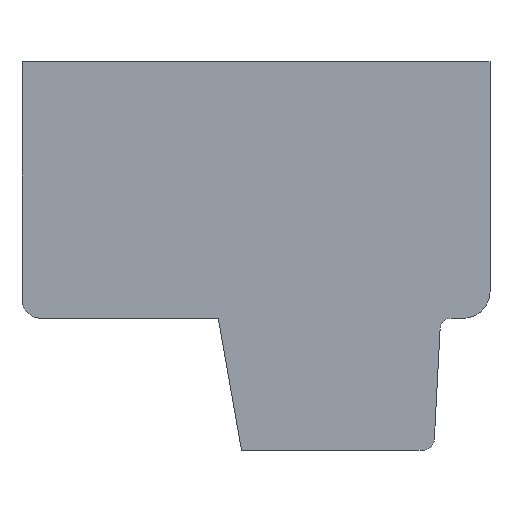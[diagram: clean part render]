
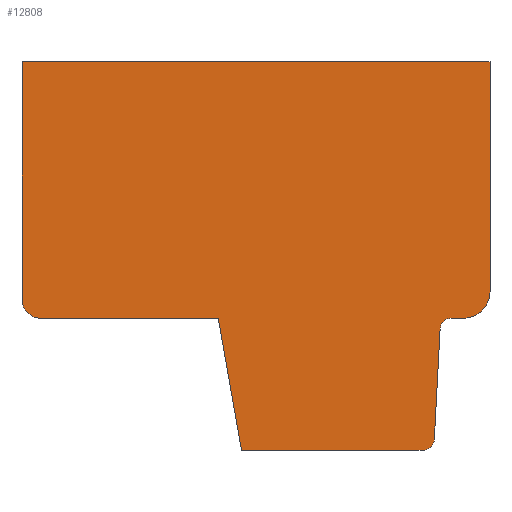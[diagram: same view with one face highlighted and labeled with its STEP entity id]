
A CAD part, front view. The second image highlights one B-rep face of the part: STEP entity #12808.
In plain terms, the highlighted planar face has unit normal (0, -1, 0).
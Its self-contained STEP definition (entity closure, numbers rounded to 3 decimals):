
#1=DIRECTION('',(0.,0.,1.));
#2=VECTOR('',#1,6.3);
#3=CARTESIAN_POINT('',(-6.2,0.,-1.15));
#4=LINE('',#3,#2);
#5=DIRECTION('',(1.,0.,0.));
#6=VECTOR('',#5,12.4);
#7=CARTESIAN_POINT('',(-6.2,0.,5.15));
#8=LINE('',#7,#6);
#9=DIRECTION('',(0.,0.,-1.));
#10=VECTOR('',#9,6.1);
#11=CARTESIAN_POINT('',(6.2,0.,5.15));
#12=LINE('',#11,#10);
#13=CARTESIAN_POINT('',(5.5,0.,-0.95));
#14=DIRECTION('',(0.,1.,0.));
#15=DIRECTION('',(1.,0.,0.));
#16=AXIS2_PLACEMENT_3D('',#13,#14,#15);
#18=DIRECTION('',(-1.,0.,0.));
#19=VECTOR('',#18,0.323);
#20=CARTESIAN_POINT('',(5.5,0.,-1.65));
#21=LINE('',#20,#19);
#22=CARTESIAN_POINT('',(5.177,0.,-1.95));
#23=DIRECTION('',(0.,-1.,0.));
#24=DIRECTION('',(0.,0.,1.));
#25=AXIS2_PLACEMENT_3D('',#22,#23,#24);
#27=DIRECTION('',(-0.052,0.,-0.999));
#28=VECTOR('',#27,2.904);
#29=CARTESIAN_POINT('',(4.877,0.,-1.95));
#30=LINE('',#29,#28);
#31=CARTESIAN_POINT('',(4.425,0.,-4.85));
#32=DIRECTION('',(0.,1.,0.));
#33=DIRECTION('',(1.,0.,0.));
#34=AXIS2_PLACEMENT_3D('',#31,#32,#33);
#36=DIRECTION('',(-1.,0.,0.));
#37=VECTOR('',#36,4.808);
#38=CARTESIAN_POINT('',(4.425,0.,-5.15));
#39=LINE('',#38,#37);
#40=DIRECTION('',(-0.174,0.,0.985));
#41=VECTOR('',#40,3.554);
#42=CARTESIAN_POINT('',(-0.383,0.,-5.15));
#43=LINE('',#42,#41);
#44=DIRECTION('',(-1.,0.,0.));
#45=VECTOR('',#44,4.7);
#46=CARTESIAN_POINT('',(-1.,0.,-1.65));
#47=LINE('',#46,#45);
#48=CARTESIAN_POINT('',(-5.7,0.,-1.15));
#49=DIRECTION('',(0.,1.,0.));
#50=DIRECTION('',(0.,0.,-1.));
#51=AXIS2_PLACEMENT_3D('',#48,#49,#50);
#9721=CARTESIAN_POINT('',(-6.2,0.,-1.15));
#9722=CARTESIAN_POINT('',(-6.2,0.,5.15));
#9723=VERTEX_POINT('',#9721);
#9724=VERTEX_POINT('',#9722);
#9725=CARTESIAN_POINT('',(6.2,0.,5.15));
#9726=VERTEX_POINT('',#9725);
#9727=CARTESIAN_POINT('',(6.2,0.,-0.95));
#9728=VERTEX_POINT('',#9727);
#9729=CARTESIAN_POINT('',(5.5,0.,-1.65));
#9730=VERTEX_POINT('',#9729);
#9731=CARTESIAN_POINT('',(5.177,0.,-1.65));
#9732=VERTEX_POINT('',#9731);
#9733=CARTESIAN_POINT('',(4.877,0.,-1.95));
#9734=VERTEX_POINT('',#9733);
#9735=CARTESIAN_POINT('',(4.725,0.,-4.85));
#9736=VERTEX_POINT('',#9735);
#9737=CARTESIAN_POINT('',(4.425,0.,-5.15));
#9738=VERTEX_POINT('',#9737);
#9739=CARTESIAN_POINT('',(-0.383,0.,-5.15));
#9740=VERTEX_POINT('',#9739);
#9741=CARTESIAN_POINT('',(-1.,0.,-1.65));
#9742=VERTEX_POINT('',#9741);
#9743=CARTESIAN_POINT('',(-5.7,0.,-1.65));
#9744=VERTEX_POINT('',#9743);
#12777=CARTESIAN_POINT('',(0.,0.,0.));
#12778=DIRECTION('',(0.,1.,0.));
#12779=DIRECTION('',(1.,0.,0.));
#12780=AXIS2_PLACEMENT_3D('',#12777,#12778,#12779);
#12781=PLANE('',#12780);
#12783=ORIENTED_EDGE('',*,*,#12782,.T.);
#12785=ORIENTED_EDGE('',*,*,#12784,.T.);
#12787=ORIENTED_EDGE('',*,*,#12786,.T.);
#12789=ORIENTED_EDGE('',*,*,#12788,.T.);
#12791=ORIENTED_EDGE('',*,*,#12790,.T.);
#12793=ORIENTED_EDGE('',*,*,#12792,.T.);
#12795=ORIENTED_EDGE('',*,*,#12794,.T.);
#12797=ORIENTED_EDGE('',*,*,#12796,.T.);
#12799=ORIENTED_EDGE('',*,*,#12798,.T.);
#12801=ORIENTED_EDGE('',*,*,#12800,.T.);
#12803=ORIENTED_EDGE('',*,*,#12802,.T.);
#12805=ORIENTED_EDGE('',*,*,#12804,.T.);
#12806=EDGE_LOOP('',(#12783,#12785,#12787,#12789,#12791,#12793,#12795,#12797,
#12799,#12801,#12803,#12805));
#12807=FACE_OUTER_BOUND('',#12806,.F.);
#12808=ADVANCED_FACE('',(#12807),#12781,.F.);
#17=CIRCLE('',#16,0.7);
#26=CIRCLE('',#25,0.3);
#35=CIRCLE('',#34,0.3);
#52=CIRCLE('',#51,0.5);
#12782=EDGE_CURVE('',#9723,#9724,#4,.T.);
#12784=EDGE_CURVE('',#9724,#9726,#8,.T.);
#12786=EDGE_CURVE('',#9726,#9728,#12,.T.);
#12788=EDGE_CURVE('',#9728,#9730,#17,.T.);
#12790=EDGE_CURVE('',#9730,#9732,#21,.T.);
#12792=EDGE_CURVE('',#9732,#9734,#26,.T.);
#12794=EDGE_CURVE('',#9734,#9736,#30,.T.);
#12796=EDGE_CURVE('',#9736,#9738,#35,.T.);
#12798=EDGE_CURVE('',#9738,#9740,#39,.T.);
#12800=EDGE_CURVE('',#9740,#9742,#43,.T.);
#12802=EDGE_CURVE('',#9742,#9744,#47,.T.);
#12804=EDGE_CURVE('',#9744,#9723,#52,.T.);
